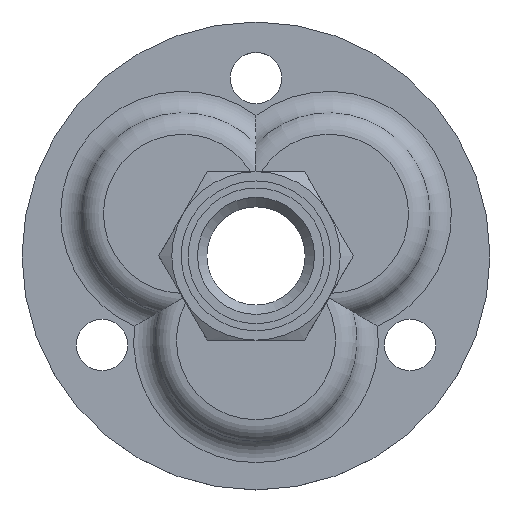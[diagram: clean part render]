
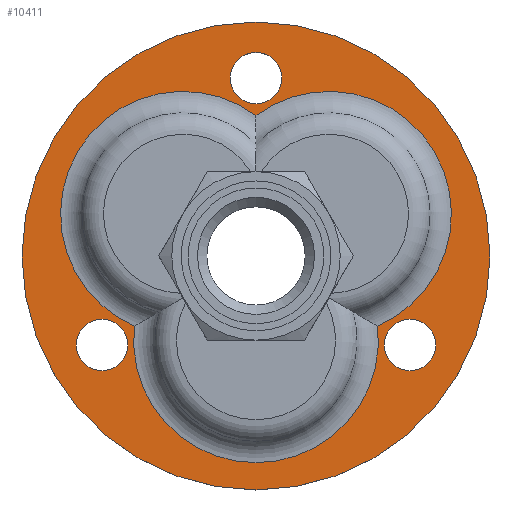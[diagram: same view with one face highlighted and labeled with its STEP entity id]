
A CAD part, top view. The second image highlights one B-rep face of the part: STEP entity #10411.
In plain terms, the highlighted planar face has unit normal (0, 0, 1).
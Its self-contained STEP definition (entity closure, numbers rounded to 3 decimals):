
#105 = CARTESIAN_POINT ( 'NONE',  ( 0., 0., 5. ) ) ;
#216 = DIRECTION ( 'NONE',  ( 0., 0., -1. ) ) ;
#555 = EDGE_LOOP ( 'NONE', ( #4177 ) ) ;
#714 = CIRCLE ( 'NONE', #1035, 5.5 ) ;
#1035 = AXIS2_PLACEMENT_3D ( 'NONE', #2479, #4715, #14120 ) ;
#1684 = EDGE_CURVE ( 'NONE', #14199, #4473, #8479, .T. ) ;
#2214 = CIRCLE ( 'NONE', #5644, 50. ) ;
#2416 = ORIENTED_EDGE ( 'NONE', *, *, #8741, .T. ) ;
#2479 = CARTESIAN_POINT ( 'NONE',  ( 0., 38., 5. ) ) ;
#2588 = DIRECTION ( 'NONE',  ( 0., 0., -1. ) ) ;
#2617 = VERTEX_POINT ( 'NONE', #3530 ) ;
#2672 = CARTESIAN_POINT ( 'NONE',  ( 50., 0., 5. ) ) ;
#2747 = EDGE_LOOP ( 'NONE', ( #2416 ) ) ;
#3530 = CARTESIAN_POINT ( 'NONE',  ( 38.409, -19., 5. ) ) ;
#3551 = DIRECTION ( 'NONE',  ( 1., 0., 0. ) ) ;
#3820 = DIRECTION ( 'NONE',  ( 1., 0., 0. ) ) ;
#3849 = FACE_OUTER_BOUND ( 'NONE', #2747, .T. ) ;
#4148 = ORIENTED_EDGE ( 'NONE', *, *, #11894, .T. ) ;
#4177 = ORIENTED_EDGE ( 'NONE', *, *, #12344, .F. ) ;
#4396 = DIRECTION ( 'NONE',  ( 1., 0., 0. ) ) ;
#4418 = ORIENTED_EDGE ( 'NONE', *, *, #1684, .T. ) ;
#4473 = VERTEX_POINT ( 'NONE', #12145 ) ;
#4556 = FACE_BOUND ( 'NONE', #9989, .T. ) ;
#4577 = AXIS2_PLACEMENT_3D ( 'NONE', #14777, #7837, #10072 ) ;
#4715 = DIRECTION ( 'NONE',  ( 0., 0., 1. ) ) ;
#4733 = AXIS2_PLACEMENT_3D ( 'NONE', #5082, #8540, #3820 ) ;
#5082 = CARTESIAN_POINT ( 'NONE',  ( 32.909, -19., 5. ) ) ;
#5568 = CIRCLE ( 'NONE', #4733, 5.5 ) ;
#5644 = AXIS2_PLACEMENT_3D ( 'NONE', #6849, #15173, #4396 ) ;
#6141 = CARTESIAN_POINT ( 'NONE',  ( 0., 30.015, 5. ) ) ;
#6148 = EDGE_CURVE ( 'NONE', #2617, #2617, #5568, .T. ) ;
#6223 = CARTESIAN_POINT ( 'NONE',  ( 0., -18., 5. ) ) ;
#6250 = CARTESIAN_POINT ( 'NONE',  ( 5.5, 38., 5. ) ) ;
#6462 = AXIS2_PLACEMENT_3D ( 'NONE', #12539, #12489, #7723 ) ;
#6517 = CARTESIAN_POINT ( 'NONE',  ( 15.588, 9., 5. ) ) ;
#6849 = CARTESIAN_POINT ( 'NONE',  ( 0., 0., 5. ) ) ;
#6948 = FACE_BOUND ( 'NONE', #555, .T. ) ;
#7187 = EDGE_LOOP ( 'NONE', ( #11424 ) ) ;
#7291 = DIRECTION ( 'NONE',  ( 1., 0., 0. ) ) ;
#7723 = DIRECTION ( 'NONE',  ( 1., 0., 0. ) ) ;
#7837 = DIRECTION ( 'NONE',  ( 0., 0., -1. ) ) ;
#7867 = FACE_BOUND ( 'NONE', #7187, .T. ) ;
#8171 = DIRECTION ( 'NONE',  ( 0., 0., 1. ) ) ;
#8479 = CIRCLE ( 'NONE', #9874, 26.165 ) ;
#8540 = DIRECTION ( 'NONE',  ( 0., 0., 1. ) ) ;
#8741 = EDGE_CURVE ( 'NONE', #10157, #10157, #2214, .T. ) ;
#8875 = VERTEX_POINT ( 'NONE', #10879 ) ;
#9400 = PLANE ( 'NONE',  #14464 ) ;
#9874 = AXIS2_PLACEMENT_3D ( 'NONE', #6517, #216, #11019 ) ;
#9989 = EDGE_LOOP ( 'NONE', ( #10816 ) ) ;
#10072 = DIRECTION ( 'NONE',  ( 1., 0., 0. ) ) ;
#10157 = VERTEX_POINT ( 'NONE', #2672 ) ;
#10335 = EDGE_CURVE ( 'NONE', #14792, #14792, #714, .T. ) ;
#10411 = ADVANCED_FACE ( 'NONE', ( #10819, #4556, #7867, #6948, #3849 ), #9400, .T. ) ;
#10595 = CIRCLE ( 'NONE', #6462, 5.5 ) ;
#10741 = EDGE_LOOP ( 'NONE', ( #14851, #4148, #4418 ) ) ;
#10816 = ORIENTED_EDGE ( 'NONE', *, *, #10335, .F. ) ;
#10819 = FACE_BOUND ( 'NONE', #10741, .T. ) ;
#10879 = CARTESIAN_POINT ( 'NONE',  ( -27.409, -19., 5. ) ) ;
#11019 = DIRECTION ( 'NONE',  ( 1., 0., 0. ) ) ;
#11424 = ORIENTED_EDGE ( 'NONE', *, *, #6148, .F. ) ;
#11591 = VERTEX_POINT ( 'NONE', #14311 ) ;
#11894 = EDGE_CURVE ( 'NONE', #11591, #14199, #12297, .T. ) ;
#12145 = CARTESIAN_POINT ( 'NONE',  ( 25.993, -15.007, 5. ) ) ;
#12297 = CIRCLE ( 'NONE', #4577, 26.165 ) ;
#12344 = EDGE_CURVE ( 'NONE', #8875, #8875, #10595, .T. ) ;
#12489 = DIRECTION ( 'NONE',  ( 0., 0., 1. ) ) ;
#12539 = CARTESIAN_POINT ( 'NONE',  ( -32.909, -19., 5. ) ) ;
#12665 = EDGE_CURVE ( 'NONE', #4473, #11591, #14683, .T. ) ;
#14120 = DIRECTION ( 'NONE',  ( 1., 0., 0. ) ) ;
#14199 = VERTEX_POINT ( 'NONE', #6141 ) ;
#14311 = CARTESIAN_POINT ( 'NONE',  ( -25.993, -15.007, 5. ) ) ;
#14369 = AXIS2_PLACEMENT_3D ( 'NONE', #6223, #2588, #7291 ) ;
#14464 = AXIS2_PLACEMENT_3D ( 'NONE', #105, #8171, #3551 ) ;
#14683 = CIRCLE ( 'NONE', #14369, 26.165 ) ;
#14777 = CARTESIAN_POINT ( 'NONE',  ( -15.588, 9., 5. ) ) ;
#14792 = VERTEX_POINT ( 'NONE', #6250 ) ;
#14851 = ORIENTED_EDGE ( 'NONE', *, *, #12665, .T. ) ;
#15173 = DIRECTION ( 'NONE',  ( 0., 0., 1. ) ) ;
